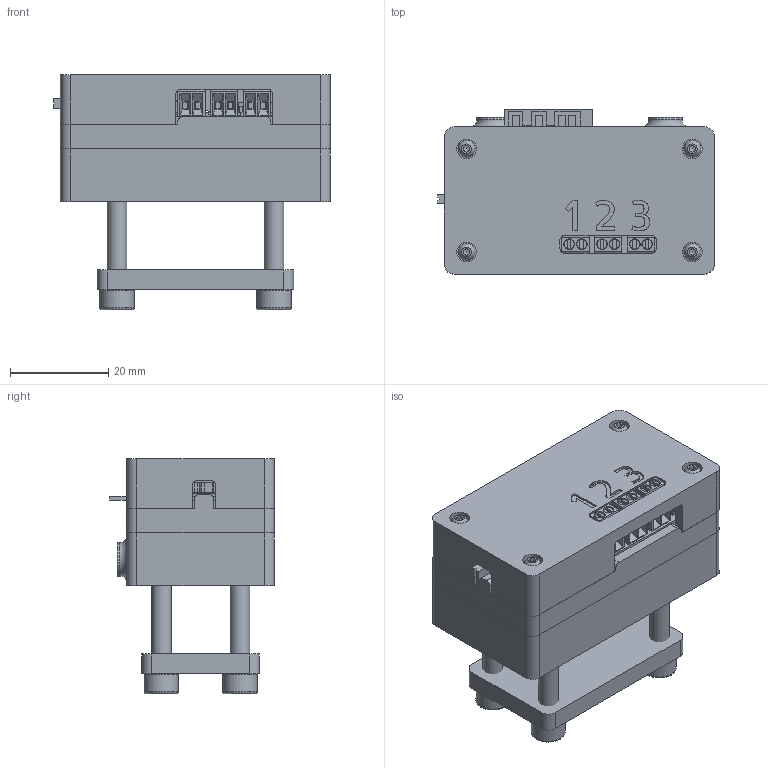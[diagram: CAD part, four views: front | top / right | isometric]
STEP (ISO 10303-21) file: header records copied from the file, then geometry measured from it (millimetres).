
FILE_DESCRIPTION(/* description */ ('STEP AP242','CAx-IF Rec.Pracs.---Representation and Presentation of Product Manufacturing Information (PMI)---4.0---2014-10-13','CAx-IF Rec.Pracs.---3D Tessellated Geometry---0.4---2014-09-14','2;1'),/* implementation_level */ '2;1');
FILE_NAME(/* name */ '688b9e4e9316390eb04ee44c',/* time_stamp */ '2025-07-31T16:48:17Z',/* author */ (''),/* organization */ (''),/* preprocessor_version */ 'ST-DEVELOPER v20',/* originating_system */ 'ONSHAPE BY PTC INC, 1.201',/* authorisation */ ' ');
FILE_SCHEMA (('AP242_MANAGED_MODEL_BASED_3D_ENGINEERING_MIM_LF { 1 0 10303 442 1 1 4 }'));
Products named in the file (137): Main Assembly; Socket button head screw M2x0.4 x 12; Hex socket head cap screw M4x0.70 x 20; Top Case; Bottom Case; Mounting Plate; Battery Case; PCB Board Assembly <1>; C_0603_1608Metric (10) <1>; C_0603_1608Metric; R_0603_1608Metric (14) <1>; R_0603_1608Metric; _autosave-schematics_PCB; R_0603_1608Metric (11) <1>; C_0805_2012Metric <1>; C_0805_2012Metric; JST_PH_B2B-PH-K_1x02_P2.00mm_Vertical <1>; JST_B2B_PH_K; TerminalBlock_Phoenix_MPT-0,5-2-2.54_1x02_P2.54mm_Horizontal (1) <1>; TerminalBlock_Phoenix_MPT_05_2_254_1x02_P254mm_Horizontal; C_0805_2012Metric (2) <1>; Bosch_LGA-14_3x2.5mm_P0.5mm <1>; Bosch_LGA_14_3x25mm_P05mm; R_0603_1608Metric (10) <1>; SW_SPST_EVQP2 <1>; SW_SPST_EVQP2; SOT-23-5 <1>; SOT_23_5; WSON-6-1EP_2x2mm_P0.65mm_EP1x1.6mm <1>; WSON_6_1EP_2x2mm_P065mm_EP1x16mm; R_0603_1608Metric (7) <1>; R_0603_1608Metric (4) <1>; TSOT-23-5 <1>; TSOT_23_5; R_0603_1608Metric (8) <1>; R_0603_1608Metric (13) <1>; R_0603_1608Metric (6) <1>; LED_D1.8mm_W1.8mm_H2.4mm_Horizontal_O1.27mm_Z1.6mm (1) <1>; LED_D1.8mm_W1.8mm_H2.4mm_Horizontal_O1.27mm_Z1.6mm; C_0603_1608Metric (6) <1> ...
Assembly tree (177 placements, depth 4):
  Main Assembly
    Socket button head screw M2x0.4 x 12  x8
    Hex socket head cap screw M4x0.70 x 20  x4
    Top Case
    Bottom Case
    Mounting Plate
    Battery Case
    PCB Board Assembly <1>
      C_0603_1608Metric (10) <1>
        C_0603_1608Metric
      R_0603_1608Metric (14) <1>
        R_0603_1608Metric
      _autosave-schematics_PCB
      R_0603_1608Metric (11) <1>
        R_0603_1608Metric
      C_0805_2012Metric <1>
        C_0805_2012Metric
      JST_PH_B2B-PH-K_1x02_P2.00mm_Vertical <1>
        JST_B2B_PH_K
      TerminalBlock_Phoenix_MPT-0,5-2-2.54_1x02_P2.54mm_Horizontal (1) <1>
        TerminalBlock_Phoenix_MPT_05_2_254_1x02_P254mm_Horizontal
      C_0805_2012Metric (2) <1>
        C_0805_2012Metric
      Bosch_LGA-14_3x2.5mm_P0.5mm <1>
        Bosch_LGA_14_3x25mm_P05mm
      R_0603_1608Metric (10) <1>
        R_0603_1608Metric
      SW_SPST_EVQP2 <1>
        SW_SPST_EVQP2
      SOT-23-5 <1>
        SOT_23_5
      WSON-6-1EP_2x2mm_P0.65mm_EP1x1.6mm <1>
        WSON_6_1EP_2x2mm_P065mm_EP1x16mm
      R_0603_1608Metric (7) <1>
        R_0603_1608Metric
      R_0603_1608Metric (4) <1>
        R_0603_1608Metric
      TSOT-23-5 <1>
        TSOT_23_5
      R_0603_1608Metric (8) <1>
        R_0603_1608Metric
      R_0603_1608Metric (13) <1>
        R_0603_1608Metric
      R_0603_1608Metric (6) <1>
        R_0603_1608Metric
      LED_D1.8mm_W1.8mm_H2.4mm_Horizontal_O1.27mm_Z1.6mm (1) <1>
        LED_D1.8mm_W1.8mm_H2.4mm_Horizontal_O1.27mm_Z1.6mm
      C_0603_1608Metric (6) <1>
        C_0603_1608Metric
      C_0603_1608Metric (4) <1>
        C_0603_1608Metric
      C_0603_1608Metric (7) <1>
        C_0603_1608Metric
      R_0603_1608Metric (5) <1>
        R_0603_1608Metric
      R_0603_1608Metric (12) <1>
        R_0603_1608Metric
      LED_D1.8mm_W1.8mm_H2.4mm_Horizontal_O1.27mm_Z1.6mm <1>
        LED_D1.8mm_W1.8mm_H2.4mm_Horizontal_O1.27mm_Z1.6mm
      R_0603_1608Metric (1) <1>
Bounding box: 56.4 x 33.5 x 47.95 mm (x, y, z)
Volume: 26374.4 mm3; surface area: 29840.1 mm2
Topology: 131 solids, 131 shells, 3275 faces, 8290 edges, 5380 vertices
Faces by surface type: plane 2347, cylinder 818, cone 36, torus 34, sphere 20, bspline 20
Full cylindrical faces by diameter (mm): 0.2 x13, 0.25 x1, 0.5 x3, 0.65 x2, 0.75 x2, 0.9 x7, 1.1 x18, 1.5 x2, 1.8 x2, 1.95 x8, 2 x14, 2.2 x10, 2.4 x8, 2.6 x2, 2.8 x2, 2.9 x4, 3.4 x4, 4 x12, 6.8 x2, 7 x4
Entity records: 74526 total; most frequent: CARTESIAN_POINT 11374, DIRECTION 10697, ORIENTED_EDGE 10444, EDGE_CURVE 5222, LINE 4129, VECTOR 4129, VERTEX_POINT 3477, AXIS2_PLACEMENT_3D 3284
